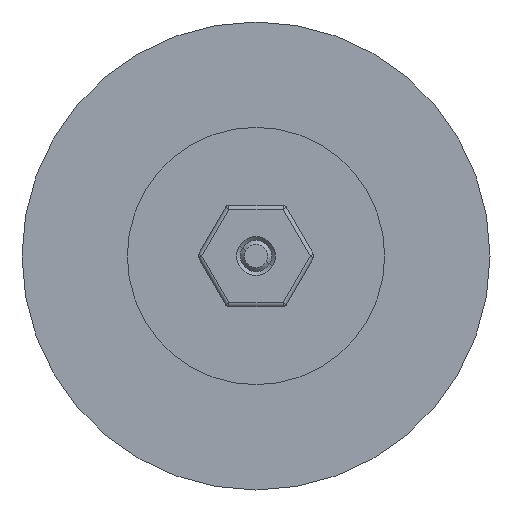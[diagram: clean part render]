
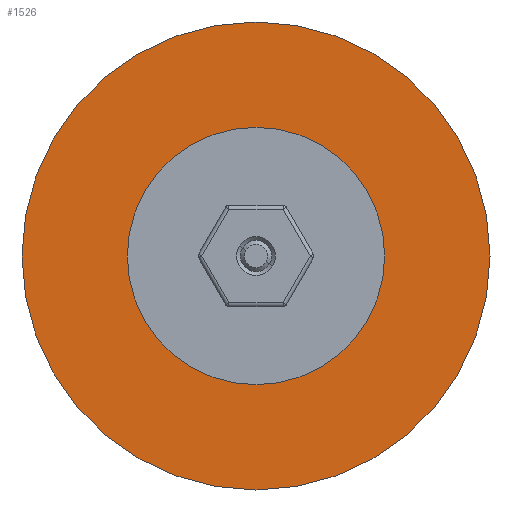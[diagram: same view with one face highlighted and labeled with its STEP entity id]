
A CAD part, front view. The second image highlights one B-rep face of the part: STEP entity #1526.
In plain terms, the highlighted planar face has unit normal (0, -1, 0).
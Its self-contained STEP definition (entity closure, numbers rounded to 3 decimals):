
#20 = CIRCLE ( 'NONE', #3044, 30. ) ;
#324 = FACE_BOUND ( 'NONE', #3295, .T. ) ;
#348 = DIRECTION ( 'NONE',  ( 0., -1., 0. ) ) ;
#585 = DIRECTION ( 'NONE',  ( 0., 0., -1. ) ) ;
#666 = CARTESIAN_POINT ( 'NONE',  ( 0., 0.079, 0. ) ) ;
#684 = FACE_OUTER_BOUND ( 'NONE', #3281, .T. ) ;
#719 = EDGE_CURVE ( 'NONE', #2876, #4119, #20, .T. ) ;
#978 = AXIS2_PLACEMENT_3D ( 'NONE', #3875, #2294, #3853 ) ;
#1033 = CARTESIAN_POINT ( 'NONE',  ( 0., 0.079, 16.5 ) ) ;
#1089 = CARTESIAN_POINT ( 'NONE',  ( 0., 0.079, -16.5 ) ) ;
#1207 = VERTEX_POINT ( 'NONE', #1033 ) ;
#1265 = AXIS2_PLACEMENT_3D ( 'NONE', #1966, #3843, #585 ) ;
#1427 = CARTESIAN_POINT ( 'NONE',  ( 0., 0.079, 0. ) ) ;
#1472 = DIRECTION ( 'NONE',  ( 0., 0., -1. ) ) ;
#1526 = ADVANCED_FACE ( 'NONE', ( #684, #324 ), #1994, .T. ) ;
#1558 = CARTESIAN_POINT ( 'NONE',  ( 0., 0.079, 0. ) ) ;
#1627 = DIRECTION ( 'NONE',  ( 0., 0., -1. ) ) ;
#1932 = DIRECTION ( 'NONE',  ( 0., -1., 0. ) ) ;
#1966 = CARTESIAN_POINT ( 'NONE',  ( 0., 0.079, 0. ) ) ;
#1994 = PLANE ( 'NONE',  #978 ) ;
#2015 = CARTESIAN_POINT ( 'NONE',  ( 0., 0.079, -30. ) ) ;
#2144 = CIRCLE ( 'NONE', #2353, 16.5 ) ;
#2294 = DIRECTION ( 'NONE',  ( 0., -1., 0. ) ) ;
#2353 = AXIS2_PLACEMENT_3D ( 'NONE', #666, #348, #1627 ) ;
#2381 = CARTESIAN_POINT ( 'NONE',  ( 0., 0.079, 30. ) ) ;
#2724 = DIRECTION ( 'NONE',  ( 0., -1., 0. ) ) ;
#2763 = EDGE_CURVE ( 'NONE', #1207, #4118, #2144, .T. ) ;
#2876 = VERTEX_POINT ( 'NONE', #2381 ) ;
#2891 = AXIS2_PLACEMENT_3D ( 'NONE', #1427, #2724, #1472 ) ;
#2939 = ORIENTED_EDGE ( 'NONE', *, *, #719, .T. ) ;
#2965 = CIRCLE ( 'NONE', #2891, 30. ) ;
#3044 = AXIS2_PLACEMENT_3D ( 'NONE', #1558, #1932, #3533 ) ;
#3107 = EDGE_CURVE ( 'NONE', #4118, #1207, #3835, .T. ) ;
#3122 = ORIENTED_EDGE ( 'NONE', *, *, #2763, .F. ) ;
#3171 = ORIENTED_EDGE ( 'NONE', *, *, #3990, .T. ) ;
#3281 = EDGE_LOOP ( 'NONE', ( #3171, #2939 ) ) ;
#3295 = EDGE_LOOP ( 'NONE', ( #4131, #3122 ) ) ;
#3533 = DIRECTION ( 'NONE',  ( 0., 0., -1. ) ) ;
#3835 = CIRCLE ( 'NONE', #1265, 16.5 ) ;
#3843 = DIRECTION ( 'NONE',  ( 0., -1., 0. ) ) ;
#3853 = DIRECTION ( 'NONE',  ( 0., 0., -1. ) ) ;
#3875 = CARTESIAN_POINT ( 'NONE',  ( 16.5, 0.079, 0. ) ) ;
#3990 = EDGE_CURVE ( 'NONE', #4119, #2876, #2965, .T. ) ;
#4118 = VERTEX_POINT ( 'NONE', #1089 ) ;
#4119 = VERTEX_POINT ( 'NONE', #2015 ) ;
#4131 = ORIENTED_EDGE ( 'NONE', *, *, #3107, .F. ) ;
